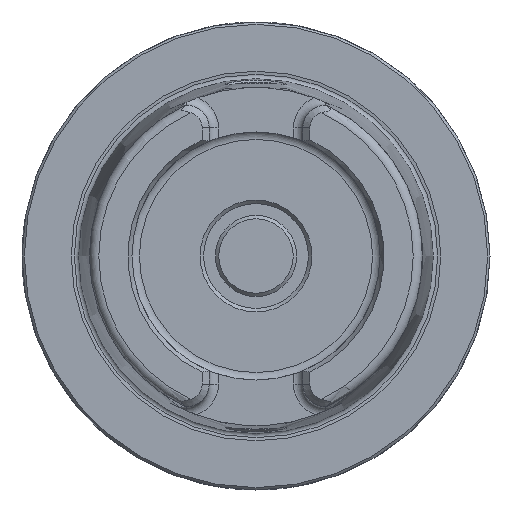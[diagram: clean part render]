
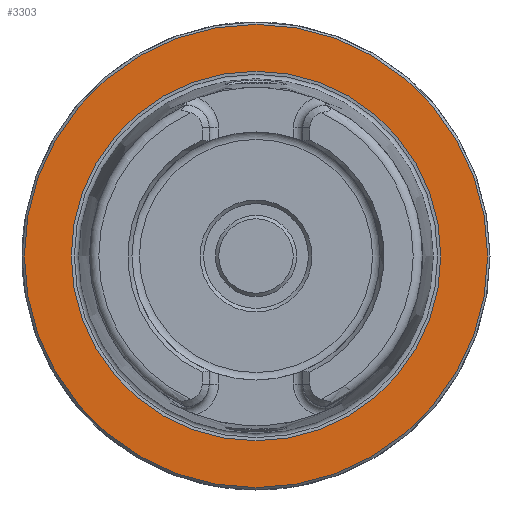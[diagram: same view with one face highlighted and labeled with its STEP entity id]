
A CAD part, left-side view. The second image highlights one B-rep face of the part: STEP entity #3303.
In plain terms, the highlighted planar face has unit normal (-1, 0, 0).
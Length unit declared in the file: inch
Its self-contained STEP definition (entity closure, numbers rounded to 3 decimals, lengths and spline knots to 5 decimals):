
#3269=CARTESIAN_POINT('',(0.0,1.94882,0.));
#3270=VERTEX_POINT('',#3269);
#3271=CARTESIAN_POINT('',(0.0,0.0,0.0));
#3272=DIRECTION('',(1.0,0.0,0.0));
#3273=DIRECTION('',(0.0,-1.0,0.0));
#3274=AXIS2_PLACEMENT_3D('',#3271,#3272,#3273);
#3275=CIRCLE('',#3274,1.94882);
#3276=EDGE_CURVE('',#3270,#3270,#3275,.T.);
#3284=CARTESIAN_POINT('',(0.0,0.98425,0.0));
#3285=DIRECTION('',(-1.0,0.0,0.0));
#3286=DIRECTION('',(0.0,0.0,1.0));
#3287=AXIS2_PLACEMENT_3D('',#3284,#3285,#3286);
#3288=PLANE('',#3287);
#3289=ORIENTED_EDGE('',*,*,#3276,.F.);
#3290=EDGE_LOOP('',(#3289));
#3291=FACE_OUTER_BOUND('',#3290,.T.);
#3292=CARTESIAN_POINT('',(0.0,1.55442,0.0));
#3293=VERTEX_POINT('',#3292);
#3294=CARTESIAN_POINT('',(0.0,0.0,0.0));
#3295=DIRECTION('',(1.0,0.0,0.0));
#3296=DIRECTION('',(0.0,1.0,0.0));
#3297=AXIS2_PLACEMENT_3D('',#3294,#3295,#3296);
#3298=CIRCLE('',#3297,1.55442);
#3299=EDGE_CURVE('',#3293,#3293,#3298,.T.);
#3300=ORIENTED_EDGE('',*,*,#3299,.T.);
#3301=EDGE_LOOP('',(#3300));
#3302=FACE_BOUND('',#3301,.T.);
#3303=ADVANCED_FACE('',(#3291,#3302),#3288,.T.);
